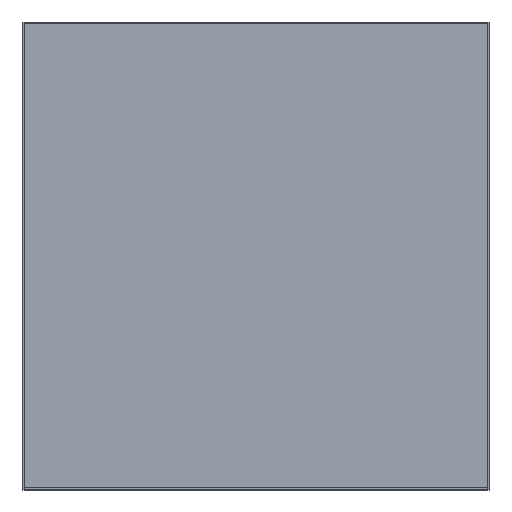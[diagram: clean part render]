
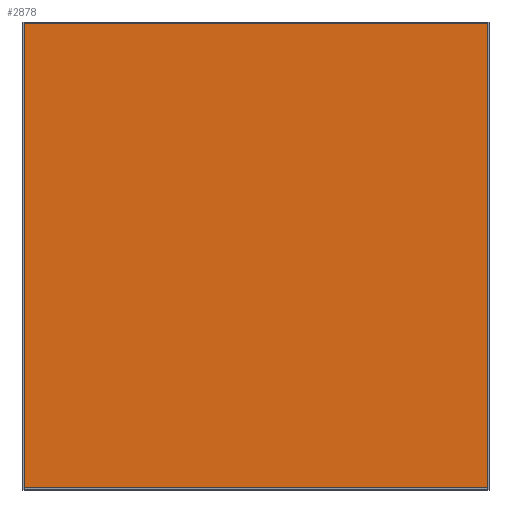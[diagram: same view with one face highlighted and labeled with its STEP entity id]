
A CAD part, top view. The second image highlights one B-rep face of the part: STEP entity #2878.
In plain terms, the highlighted planar face has unit normal (0, 0, 1).
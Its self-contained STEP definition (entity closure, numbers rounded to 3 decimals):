
#63 = VERTEX_POINT ( 'NONE', #779 ) ;
#66 = VECTOR ( 'NONE', #181, 1000. ) ;
#87 = ORIENTED_EDGE ( 'NONE', *, *, #1499, .F. ) ;
#181 = DIRECTION ( 'NONE',  ( 0., -1., 0. ) ) ;
#187 = PLANE ( 'NONE',  #1488 ) ;
#241 = LINE ( 'NONE', #1228, #2997 ) ;
#277 = VERTEX_POINT ( 'NONE', #934 ) ;
#299 = ORIENTED_EDGE ( 'NONE', *, *, #2452, .T. ) ;
#395 = CARTESIAN_POINT ( 'NONE',  ( -248., 250., 90. ) ) ;
#512 = LINE ( 'NONE', #1727, #1691 ) ;
#712 = DIRECTION ( 'NONE',  ( 0., 1., 0. ) ) ;
#779 = CARTESIAN_POINT ( 'NONE',  ( -248., -248., 90. ) ) ;
#933 = DIRECTION ( 'NONE',  ( -1., 0., 0. ) ) ;
#934 = CARTESIAN_POINT ( 'NONE',  ( 248., -248., 90. ) ) ;
#938 = DIRECTION ( 'NONE',  ( -1., 0., 0. ) ) ;
#1001 = EDGE_CURVE ( 'NONE', #1880, #63, #1183, .T. ) ;
#1178 = CARTESIAN_POINT ( 'NONE',  ( -250., 250., 90. ) ) ;
#1183 = LINE ( 'NONE', #395, #66 ) ;
#1228 = CARTESIAN_POINT ( 'NONE',  ( -250., -248., 90. ) ) ;
#1284 = ORIENTED_EDGE ( 'NONE', *, *, #2321, .F. ) ;
#1428 = DIRECTION ( 'NONE',  ( 1., 0., 0. ) ) ;
#1488 = AXIS2_PLACEMENT_3D ( 'NONE', #1178, #2729, #933 ) ;
#1499 = EDGE_CURVE ( 'NONE', #277, #63, #241, .T. ) ;
#1687 = VERTEX_POINT ( 'NONE', #1837 ) ;
#1691 = VECTOR ( 'NONE', #712, 1000. ) ;
#1727 = CARTESIAN_POINT ( 'NONE',  ( 248., 250., 90. ) ) ;
#1837 = CARTESIAN_POINT ( 'NONE',  ( 248., 248., 90. ) ) ;
#1880 = VERTEX_POINT ( 'NONE', #2468 ) ;
#2004 = EDGE_LOOP ( 'NONE', ( #1284, #2975, #87, #299 ) ) ;
#2191 = FACE_OUTER_BOUND ( 'NONE', #2004, .T. ) ;
#2321 = EDGE_CURVE ( 'NONE', #1880, #1687, #2386, .T. ) ;
#2386 = LINE ( 'NONE', #3136, #3002 ) ;
#2452 = EDGE_CURVE ( 'NONE', #277, #1687, #512, .T. ) ;
#2468 = CARTESIAN_POINT ( 'NONE',  ( -248., 248., 90. ) ) ;
#2729 = DIRECTION ( 'NONE',  ( 0., 0., -1. ) ) ;
#2878 = ADVANCED_FACE ( 'NONE', ( #2191 ), #187, .F. ) ;
#2975 = ORIENTED_EDGE ( 'NONE', *, *, #1001, .T. ) ;
#2997 = VECTOR ( 'NONE', #938, 1000. ) ;
#3002 = VECTOR ( 'NONE', #1428, 1000. ) ;
#3136 = CARTESIAN_POINT ( 'NONE',  ( -250., 248., 90. ) ) ;
